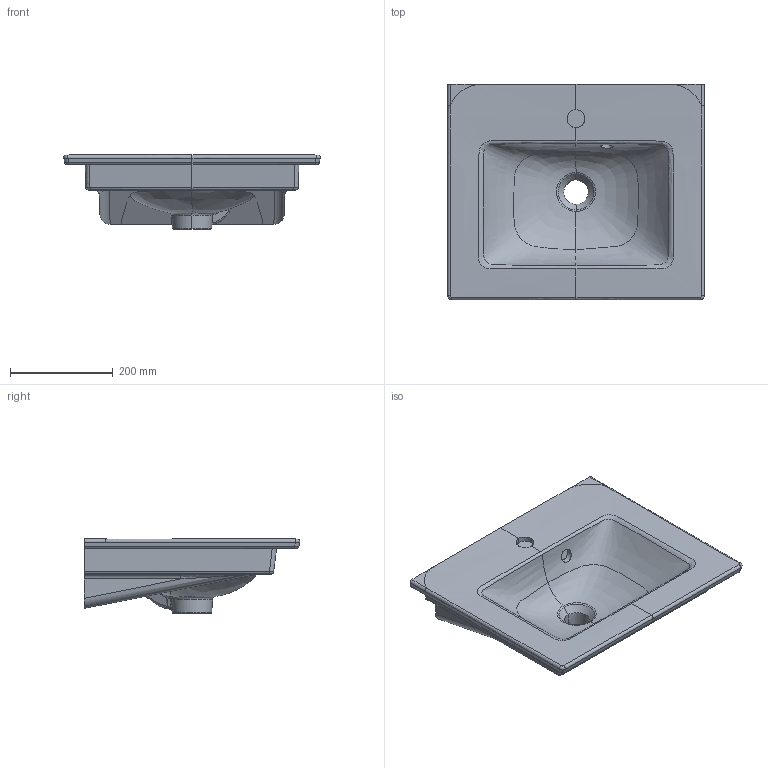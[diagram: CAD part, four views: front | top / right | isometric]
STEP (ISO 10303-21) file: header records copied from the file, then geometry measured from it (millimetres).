
FILE_DESCRIPTION(/* description */ (''),/* implementation_level */ '2;1');
FILE_NAME(/* name */ '412450_Venticello_HWB-50.stp',/* time_stamp */ '2018-11-08T08:34:17+01:00',/* author */ (''),/* organization */ (''),/* preprocessor_version */ 'ST-DEVELOPER v16',/* originating_system */ 'SIEMENS PLM Software NX 10.0',/* authorisation */ '');
FILE_SCHEMA (('AUTOMOTIVE_DESIGN { 1 0 10303 214 3 1 1 1 }'));
Length unit declared in the file: millimetre
Products named in the file (1): Sier177CB10Fv1jn
Bounding box: 500.08 x 420.08 x 145.74 mm (x, y, z)
Volume: 10726469.4 mm3; surface area: 620101.8 mm2
Topology: 1 solids, 1 shells, 140 faces, 384 edges, 241 vertices
Faces by surface type: bspline 92, plane 21, extrusion 16, cylinder 9, sphere 2
Full cylindrical faces by diameter (mm): 25 x1
Entity records: 20259 total; most frequent: CARTESIAN_POINT 17924, ORIENTED_EDGE 754, EDGE_CURVE 377, B_SPLINE_CURVE_WITH_KNOTS 286, VERTEX_POINT 240, EDGE_LOOP 143, ADVANCED_FACE 140, FACE_OUTER_BOUND 137
